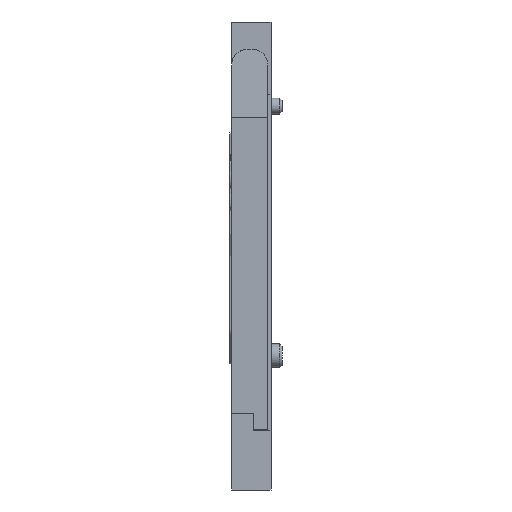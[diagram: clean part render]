
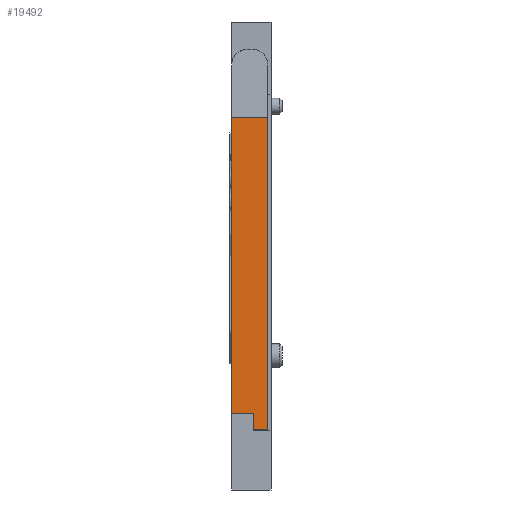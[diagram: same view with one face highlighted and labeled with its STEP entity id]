
A CAD part, left-side view. The second image highlights one B-rep face of the part: STEP entity #19492.
In plain terms, the highlighted planar face has unit normal (-1, 0, 0).
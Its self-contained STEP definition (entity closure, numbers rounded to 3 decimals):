
#1171 = EDGE_CURVE ( 'NONE', #5608, #17159, #15937, .T. ) ;
#1337 = LINE ( 'NONE', #2331, #13841 ) ;
#1978 = EDGE_CURVE ( 'NONE', #15762, #15081, #18558, .T. ) ;
#2107 = LINE ( 'NONE', #7892, #19668 ) ;
#2201 = CARTESIAN_POINT ( 'NONE',  ( -8.6, 2.5, 7.19 ) ) ;
#2331 = CARTESIAN_POINT ( 'NONE',  ( -8.6, 2.5, 7.19 ) ) ;
#2694 = ORIENTED_EDGE ( 'NONE', *, *, #1171, .T. ) ;
#2869 = DIRECTION ( 'NONE',  ( 0., 0., 1. ) ) ;
#2913 = LINE ( 'NONE', #3528, #11410 ) ;
#2914 = VECTOR ( 'NONE', #2967, 1000. ) ;
#2967 = DIRECTION ( 'NONE',  ( 0., 1., 0. ) ) ;
#3528 = CARTESIAN_POINT ( 'NONE',  ( -8.6, 0.65, -12.57 ) ) ;
#3931 = DIRECTION ( 'NONE',  ( 0., 0., -1. ) ) ;
#5252 = DIRECTION ( 'NONE',  ( 0., 1., 0. ) ) ;
#5502 = CARTESIAN_POINT ( 'NONE',  ( -8.6, 1.1, -12.57 ) ) ;
#5608 = VERTEX_POINT ( 'NONE', #20262 ) ;
#6090 = CARTESIAN_POINT ( 'NONE',  ( -8.6, 1.1, -2.69 ) ) ;
#7466 = CARTESIAN_POINT ( 'NONE',  ( -8.6, 2.5, 7.19 ) ) ;
#7732 = CARTESIAN_POINT ( 'NONE',  ( -8.6, 2.5, -11.57 ) ) ;
#7892 = CARTESIAN_POINT ( 'NONE',  ( -8.6, 1.8, -11.57 ) ) ;
#9257 = CARTESIAN_POINT ( 'NONE',  ( -8.6, 1.1, -11.57 ) ) ;
#10543 = VERTEX_POINT ( 'NONE', #7732 ) ;
#11177 = EDGE_LOOP ( 'NONE', ( #21106, #17266, #21401, #17706, #2694, #17240 ) ) ;
#11324 = CARTESIAN_POINT ( 'NONE',  ( -8.6, 0.2, -2.69 ) ) ;
#11410 = VECTOR ( 'NONE', #5252, 1000. ) ;
#11505 = CARTESIAN_POINT ( 'NONE',  ( -8.6, 1.35, 7.19 ) ) ;
#12135 = EDGE_CURVE ( 'NONE', #18377, #15081, #2913, .T. ) ;
#12386 = PLANE ( 'NONE',  #12721 ) ;
#12721 = AXIS2_PLACEMENT_3D ( 'NONE', #2201, #14104, #3931 ) ;
#13841 = VECTOR ( 'NONE', #17574, 1000. ) ;
#14104 = DIRECTION ( 'NONE',  ( -1., 0., 0. ) ) ;
#14559 = VECTOR ( 'NONE', #17966, 1000. ) ;
#14718 = DIRECTION ( 'NONE',  ( 0., -1., 0. ) ) ;
#14957 = FACE_OUTER_BOUND ( 'NONE', #11177, .T. ) ;
#15007 = VECTOR ( 'NONE', #2869, 1000. ) ;
#15081 = VERTEX_POINT ( 'NONE', #5502 ) ;
#15762 = VERTEX_POINT ( 'NONE', #9257 ) ;
#15828 = EDGE_CURVE ( 'NONE', #10543, #15762, #2107, .T. ) ;
#15937 = LINE ( 'NONE', #11505, #2914 ) ;
#17159 = VERTEX_POINT ( 'NONE', #7466 ) ;
#17240 = ORIENTED_EDGE ( 'NONE', *, *, #20204, .T. ) ;
#17266 = ORIENTED_EDGE ( 'NONE', *, *, #1978, .T. ) ;
#17574 = DIRECTION ( 'NONE',  ( 0., 0., -1. ) ) ;
#17666 = CARTESIAN_POINT ( 'NONE',  ( -8.6, 0.2, -12.57 ) ) ;
#17706 = ORIENTED_EDGE ( 'NONE', *, *, #18540, .T. ) ;
#17966 = DIRECTION ( 'NONE',  ( 0., 0., -1. ) ) ;
#18377 = VERTEX_POINT ( 'NONE', #17666 ) ;
#18540 = EDGE_CURVE ( 'NONE', #18377, #5608, #19543, .T. ) ;
#18558 = LINE ( 'NONE', #6090, #14559 ) ;
#19492 = ADVANCED_FACE ( 'NONE', ( #14957 ), #12386, .T. ) ;
#19543 = LINE ( 'NONE', #11324, #15007 ) ;
#19668 = VECTOR ( 'NONE', #14718, 1000. ) ;
#20204 = EDGE_CURVE ( 'NONE', #17159, #10543, #1337, .T. ) ;
#20262 = CARTESIAN_POINT ( 'NONE',  ( -8.6, 0.2, 7.19 ) ) ;
#21106 = ORIENTED_EDGE ( 'NONE', *, *, #15828, .T. ) ;
#21401 = ORIENTED_EDGE ( 'NONE', *, *, #12135, .F. ) ;
